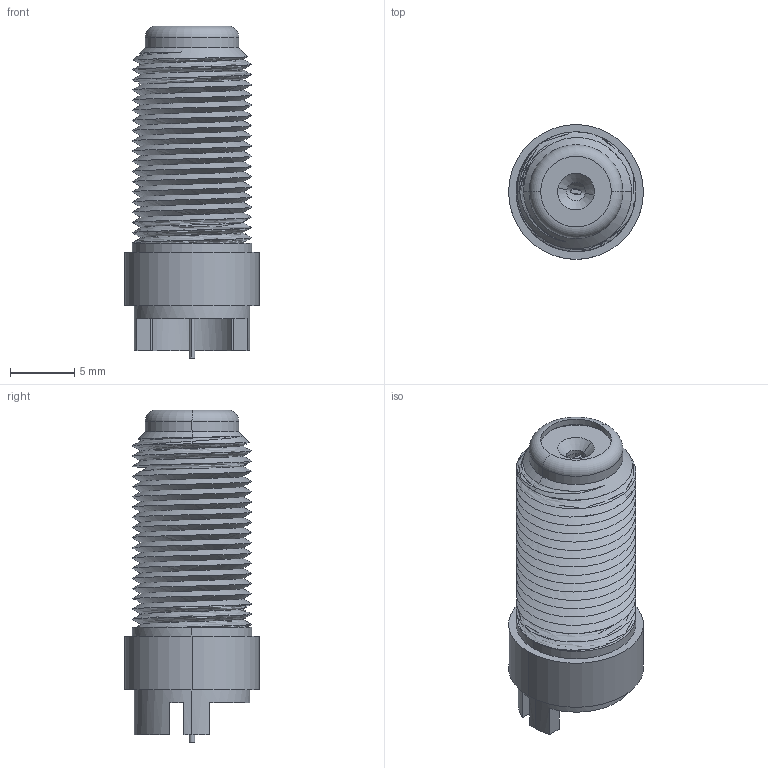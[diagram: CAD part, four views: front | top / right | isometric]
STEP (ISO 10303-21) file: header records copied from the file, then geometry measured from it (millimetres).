
FILE_DESCRIPTION (( 'STEP AP214' ), '1' );
FILE_NAME ('FMCN5175_3D.step', '2024-07-31T17:10:51', ( '' ), ( '' ), 'SwSTEP 2.0', 'SolidWorks 2022', '' );
FILE_SCHEMA (( 'AUTOMOTIVE_DESIGN' ));
Length unit declared in the file: inch
Products named in the file (5): FMCN5175_3D; Copy of 3.igs_2^FMCN5175; Copy of 3-2-4.igs^FMCN5175; Copy of 2.igs_2^FMCN5175; Copy of 1.igs_2^FMCN5175
Assembly tree (4 placements, depth 2):
  FMCN5175_3D
    Copy of 1.igs_2^FMCN5175
    Copy of 2.igs_2^FMCN5175
    Copy of 3.igs_2^FMCN5175
    Copy of 3-2-4.igs^FMCN5175
Bounding box: 10.5 x 10.5 x 25.85 mm (x, y, z)
Volume: 1216.8 mm3; surface area: 2531.5 mm2
Topology: 3 solids, 4 shells, 136 faces, 341 edges, 216 vertices
Faces by surface type: cylinder 64, plane 61, cone 5, torus 4, bspline 2
Entity records: 12650 total; most frequent: CARTESIAN_POINT 8784, DIRECTION 752, ORIENTED_EDGE 674, EDGE_CURVE 341, AXIS2_PLACEMENT_3D 295, VERTEX_POINT 216, LINE 162, VECTOR 162
